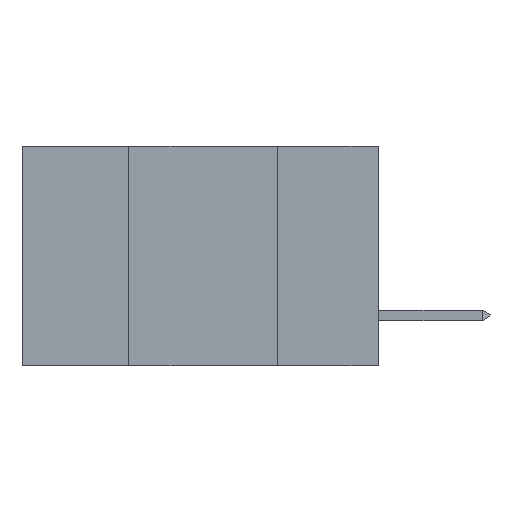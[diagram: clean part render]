
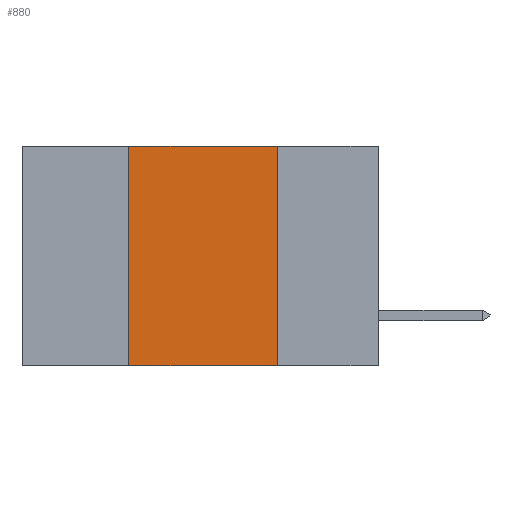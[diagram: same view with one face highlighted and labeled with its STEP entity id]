
A CAD part, left-side view. The second image highlights one B-rep face of the part: STEP entity #880.
In plain terms, the highlighted planar face has unit normal (-1, 0, 0).
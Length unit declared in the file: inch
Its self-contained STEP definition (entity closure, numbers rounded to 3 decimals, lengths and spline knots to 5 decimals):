
#470 = ORIENTED_EDGE ( 'NONE', *, *, #628, .T. ) ;
#628 = EDGE_CURVE ( 'NONE', #7958, #4641, #5119, .T. ) ;
#786 = EDGE_LOOP ( 'NONE', ( #6333, #1123, #8328, #470 ) ) ;
#880 = ADVANCED_FACE ( 'NONE', ( #10639 ), #12694, .F. ) ;
#1037 = DIRECTION ( 'NONE',  ( 0., 0., -1. ) ) ;
#1123 = ORIENTED_EDGE ( 'NONE', *, *, #10792, .F. ) ;
#1366 = EDGE_CURVE ( 'NONE', #7958, #1782, #11078, .T. ) ;
#1782 = VERTEX_POINT ( 'NONE', #5884 ) ;
#1889 = VECTOR ( 'NONE', #1037, 39.37008 ) ;
#2351 = VECTOR ( 'NONE', #7191, 39.37008 ) ;
#2394 = CARTESIAN_POINT ( 'NONE',  ( 0., 0.42, -0.37 ) ) ;
#2617 = VECTOR ( 'NONE', #10148, 39.37008 ) ;
#2701 = CARTESIAN_POINT ( 'NONE',  ( 0., 0.42, -0.37 ) ) ;
#2719 = DIRECTION ( 'NONE',  ( 0., 0., -1. ) ) ;
#3588 = CARTESIAN_POINT ( 'NONE',  ( 0., 0.6, 0. ) ) ;
#3921 = CARTESIAN_POINT ( 'NONE',  ( 0., 0.17, 0. ) ) ;
#4001 = AXIS2_PLACEMENT_3D ( 'NONE', #3588, #5660, #2719 ) ;
#4641 = VERTEX_POINT ( 'NONE', #9571 ) ;
#5119 = LINE ( 'NONE', #11422, #2617 ) ;
#5177 = LINE ( 'NONE', #10211, #1889 ) ;
#5660 = DIRECTION ( 'NONE',  ( 1., 0., 0. ) ) ;
#5884 = CARTESIAN_POINT ( 'NONE',  ( 0., 0.42, 0. ) ) ;
#6333 = ORIENTED_EDGE ( 'NONE', *, *, #9234, .F. ) ;
#7191 = DIRECTION ( 'NONE',  ( 0., -1., 0. ) ) ;
#7953 = DIRECTION ( 'NONE',  ( 0., 0., 1. ) ) ;
#7958 = VERTEX_POINT ( 'NONE', #2394 ) ;
#8250 = CARTESIAN_POINT ( 'NONE',  ( 0., 0.6, 0. ) ) ;
#8328 = ORIENTED_EDGE ( 'NONE', *, *, #1366, .F. ) ;
#8774 = VERTEX_POINT ( 'NONE', #3921 ) ;
#9234 = EDGE_CURVE ( 'NONE', #8774, #4641, #5177, .T. ) ;
#9571 = CARTESIAN_POINT ( 'NONE',  ( 0., 0.17, -0.37 ) ) ;
#10148 = DIRECTION ( 'NONE',  ( 0., -1., 0. ) ) ;
#10211 = CARTESIAN_POINT ( 'NONE',  ( 0., 0.17, -0.37 ) ) ;
#10639 = FACE_OUTER_BOUND ( 'NONE', #786, .T. ) ;
#10792 = EDGE_CURVE ( 'NONE', #1782, #8774, #12232, .T. ) ;
#10987 = VECTOR ( 'NONE', #7953, 39.37008 ) ;
#11078 = LINE ( 'NONE', #2701, #10987 ) ;
#11422 = CARTESIAN_POINT ( 'NONE',  ( 0., 0.6, -0.37 ) ) ;
#12232 = LINE ( 'NONE', #8250, #2351 ) ;
#12694 = PLANE ( 'NONE',  #4001 ) ;
